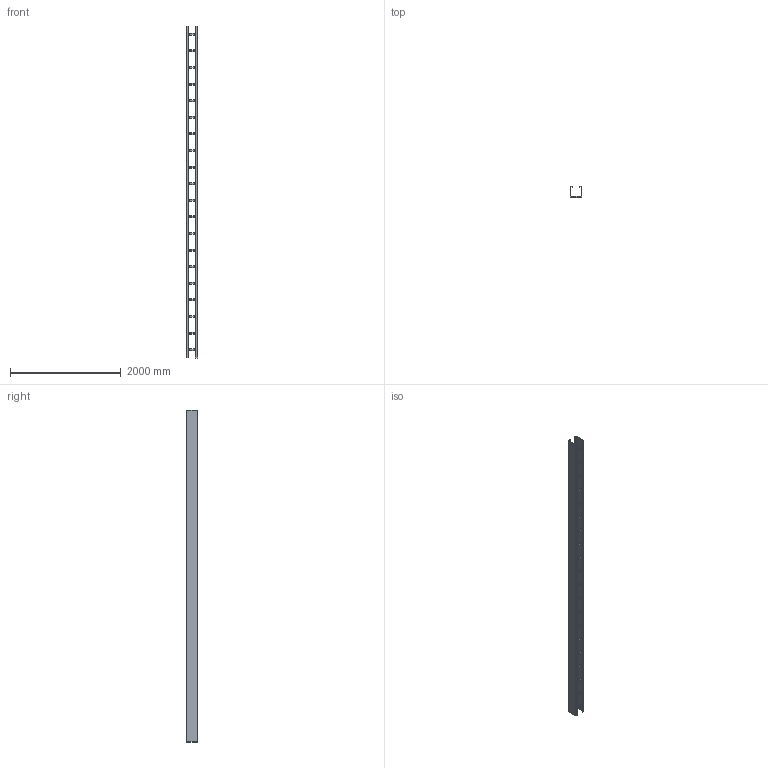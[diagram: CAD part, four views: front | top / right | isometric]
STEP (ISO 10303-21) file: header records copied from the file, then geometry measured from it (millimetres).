
FILE_DESCRIPTION (( 'STEP AP214' ), '1' );
FILE_NAME ('6232102_KSTP1.stp', '2018-08-28T09:20:27', ( '' ), ( '' ), 'SwSTEP 2.0', 'SolidWorks 2016', '' );
FILE_SCHEMA (( 'AUTOMOTIVE_DESIGN' ));
Length unit declared in the file: millimetre
Products named in the file (3): KTS 05.019-018_AS 194; KTS 05.014-002_6000; 6232102_KSTP1
Assembly tree (22 placements, depth 2):
  6232102_KSTP1
    KTS 05.014-002_6000  x2
    KTS 05.019-018_AS 194  x20
Bounding box: 200 x 200 x 6000 mm (x, y, z)
Volume: 8984946.2 mm3; surface area: 7388195.8 mm2
Topology: 22 solids, 22 shells, 940 faces, 2000 edges, 1104 vertices
Faces by surface type: plane 648, cylinder 292
Entity records: 2168 total; most frequent: DIRECTION 392, CARTESIAN_POINT 337, ORIENTED_EDGE 308, EDGE_CURVE 154, AXIS2_PLACEMENT_3D 139, VECTOR 114, LINE 114, VERTEX_POINT 84
